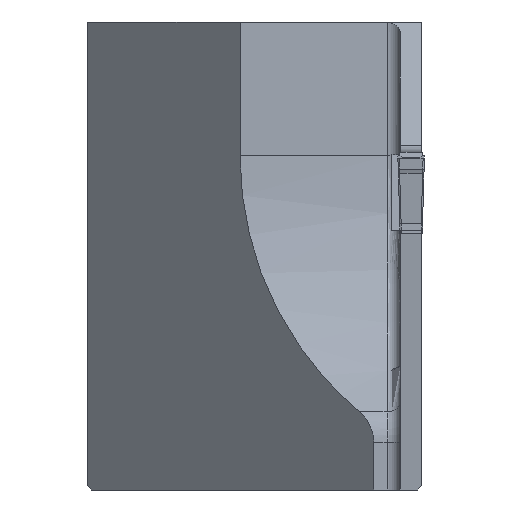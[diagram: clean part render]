
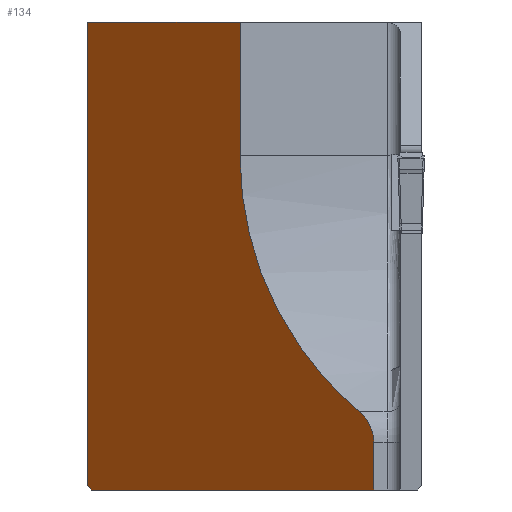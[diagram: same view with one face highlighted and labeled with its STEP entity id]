
A CAD part, left-side view. The second image highlights one B-rep face of the part: STEP entity #134.
In plain terms, the highlighted planar face has unit normal (-0.707, 0.707, 0).
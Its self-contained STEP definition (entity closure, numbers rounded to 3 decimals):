
#73=ELLIPSE('',#1743,4.243,3.);
#76=ELLIPSE('',#1769,35.355,25.);
#134=ADVANCED_FACE('',(#294),#219,.F.);
#219=PLANE('',#1782);
#294=FACE_OUTER_BOUND('',#386,.T.);
#386=EDGE_LOOP('',(#616,#617,#618,#619,#620,#621,#622,#623,#624));
#616=ORIENTED_EDGE('',*,*,#1182,.F.);
#617=ORIENTED_EDGE('',*,*,#1195,.T.);
#618=ORIENTED_EDGE('',*,*,#1128,.F.);
#619=ORIENTED_EDGE('',*,*,#1146,.F.);
#620=ORIENTED_EDGE('',*,*,#1136,.F.);
#621=ORIENTED_EDGE('',*,*,#1154,.F.);
#622=ORIENTED_EDGE('',*,*,#1140,.F.);
#623=ORIENTED_EDGE('',*,*,#1144,.F.);
#624=ORIENTED_EDGE('',*,*,#1185,.F.);
#973=VERTEX_POINT('',#2392);
#974=VERTEX_POINT('',#2393);
#978=VERTEX_POINT('',#2406);
#980=VERTEX_POINT('',#2409);
#983=VERTEX_POINT('',#2416);
#984=VERTEX_POINT('',#2418);
#987=VERTEX_POINT('',#2425);
#1003=VERTEX_POINT('',#2498);
#1004=VERTEX_POINT('',#2500);
#1128=EDGE_CURVE('',#973,#974,#1366,.T.);
#1136=EDGE_CURVE('',#978,#980,#1374,.T.);
#1140=EDGE_CURVE('',#983,#984,#1378,.T.);
#1144=EDGE_CURVE('',#987,#983,#73,.T.);
#1146=EDGE_CURVE('',#980,#973,#1382,.T.);
#1154=EDGE_CURVE('',#984,#978,#1388,.T.);
#1182=EDGE_CURVE('',#1003,#1004,#1414,.T.);
#1185=EDGE_CURVE('',#1004,#987,#76,.T.);
#1195=EDGE_CURVE('',#1003,#974,#1418,.T.);
#1366=LINE('',#2391,#1557);
#1374=LINE('',#2408,#1565);
#1378=LINE('',#2417,#1569);
#1382=LINE('',#2429,#1573);
#1388=LINE('',#2442,#1579);
#1414=LINE('',#2499,#1605);
#1418=LINE('',#2538,#1609);
#1557=VECTOR('',#1906,1.);
#1565=VECTOR('',#1918,1.);
#1569=VECTOR('',#1924,1.);
#1573=VECTOR('',#1936,1.);
#1579=VECTOR('',#1948,1.);
#1605=VECTOR('',#2012,1.);
#1609=VECTOR('',#2044,1.);
#1743=AXIS2_PLACEMENT_3D('',#2426,#1930,#1931);
#1769=AXIS2_PLACEMENT_3D('',#2505,#2017,#2018);
#1782=AXIS2_PLACEMENT_3D('',#2539,#2045,#2046);
#1906=DIRECTION('',(-0.707,-0.707,0.));
#1918=DIRECTION('',(0.577,0.577,0.577));
#1924=DIRECTION('',(0.,0.,-1.));
#1930=DIRECTION('',(0.707,-0.707,0.));
#1931=DIRECTION('',(-0.707,-0.707,0.));
#1936=DIRECTION('',(0.,0.,1.));
#1948=DIRECTION('',(0.707,0.707,0.));
#2012=DIRECTION('',(0.,0.,-1.));
#2017=DIRECTION('',(-0.707,0.707,0.));
#2018=DIRECTION('',(-0.707,-0.707,0.));
#2044=DIRECTION('',(0.608,0.608,0.51));
#2045=DIRECTION('',(0.707,-0.707,0.));
#2046=DIRECTION('',(0.707,0.707,0.));
#2391=CARTESIAN_POINT('',(6.,-21.4,10.));
#2392=CARTESIAN_POINT('',(27.4,0.,10.));
#2393=CARTESIAN_POINT('',(16.053,-11.347,10.));
#2406=CARTESIAN_POINT('',(27.1,-0.3,-25.));
#2408=CARTESIAN_POINT('',(11.367,-16.033,-40.733));
#2409=CARTESIAN_POINT('',(27.4,0.,-24.7));
#2416=CARTESIAN_POINT('',(6.,-21.4,-21.448));
#2417=CARTESIAN_POINT('',(6.,-21.4,-30.));
#2418=CARTESIAN_POINT('',(6.,-21.4,-25.));
#2425=CARTESIAN_POINT('',(7.071,-20.329,-19.15));
#2426=CARTESIAN_POINT('',(9.,-18.4,-21.448));
#2429=CARTESIAN_POINT('',(27.4,0.,-30.));
#2442=CARTESIAN_POINT('',(6.,-21.4,-25.));
#2498=CARTESIAN_POINT('',(16.,-11.4,9.956));
#2499=CARTESIAN_POINT('',(16.,-11.4,-30.));
#2500=CARTESIAN_POINT('',(16.,-11.4,0.));
#2505=CARTESIAN_POINT('',(-9.,-36.4,0.));
#2538=CARTESIAN_POINT('',(6.824,-20.576,2.256));
#2539=CARTESIAN_POINT('',(6.,-21.4,-30.));
